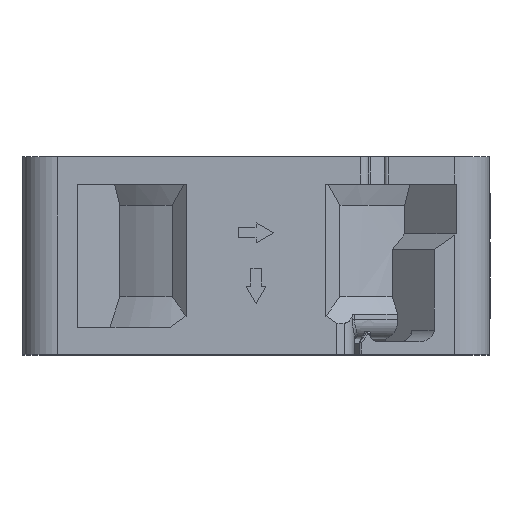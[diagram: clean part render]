
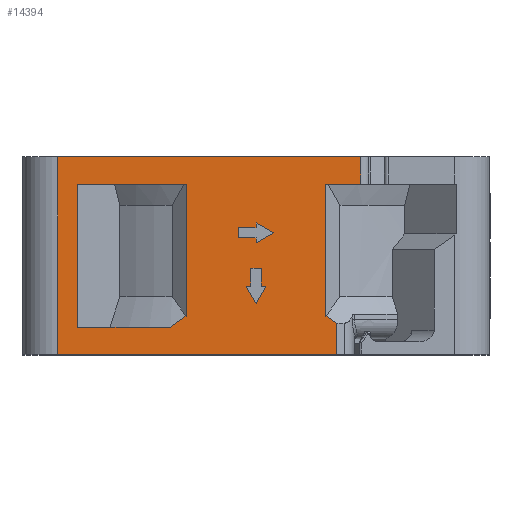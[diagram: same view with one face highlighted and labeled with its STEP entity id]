
A CAD part, top view. The second image highlights one B-rep face of the part: STEP entity #14394.
In plain terms, the highlighted planar face has unit normal (0, 0, 1).
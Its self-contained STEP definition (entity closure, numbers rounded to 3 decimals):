
#1320=DIRECTION('',(0.,1.,0.));
#1321=VECTOR('',#1320,18.4);
#1322=CARTESIAN_POINT('',(-22.929,3.5,30.));
#1323=LINE('',#1322,#1321);
#1324=DIRECTION('',(-1.,0.,0.));
#1325=VECTOR('',#1324,11.914);
#1326=CARTESIAN_POINT('',(-11.015,3.5,30.));
#1327=LINE('',#1326,#1325);
#1328=CARTESIAN_POINT('',(-9.,4.914,30.));
#1329=CARTESIAN_POINT('',(-9.231,4.767,30.));
#1330=CARTESIAN_POINT('',(-9.687,4.465,30.));
#1331=CARTESIAN_POINT('',(-10.359,3.994,30.));
#1332=CARTESIAN_POINT('',(-10.797,3.666,30.));
#1333=CARTESIAN_POINT('',(-11.015,3.5,30.));
#1335=DIRECTION('',(0.,-1.,0.));
#1336=VECTOR('',#1335,16.986);
#1337=CARTESIAN_POINT('',(-9.,21.9,30.));
#1338=LINE('',#1337,#1336);
#1339=DIRECTION('',(1.,0.,0.));
#1340=VECTOR('',#1339,13.929);
#1341=CARTESIAN_POINT('',(-22.929,21.9,30.));
#1342=LINE('',#1341,#1340);
#1343=DIRECTION('',(0.,1.,0.));
#1344=VECTOR('',#1343,1.296);
#1345=CARTESIAN_POINT('',(-2.266,14.978,30.));
#1346=LINE('',#1345,#1344);
#1347=DIRECTION('',(-1.,0.,0.));
#1348=VECTOR('',#1347,2.266);
#1349=CARTESIAN_POINT('',(0.,14.978,30.));
#1350=LINE('',#1349,#1348);
#1351=DIRECTION('',(0.,1.,0.));
#1352=VECTOR('',#1351,0.631);
#1353=CARTESIAN_POINT('',(0.,14.347,30.));
#1354=LINE('',#1353,#1352);
#1355=DIRECTION('',(-0.866,-0.5,0.));
#1356=VECTOR('',#1355,2.557);
#1357=CARTESIAN_POINT('',(2.215,15.626,30.));
#1358=LINE('',#1357,#1356);
#1359=DIRECTION('',(0.866,-0.5,0.));
#1360=VECTOR('',#1359,2.558);
#1361=CARTESIAN_POINT('',(0.,16.905,30.));
#1362=LINE('',#1361,#1360);
#1363=DIRECTION('',(0.,1.,0.));
#1364=VECTOR('',#1363,0.631);
#1365=CARTESIAN_POINT('',(0.,16.274,30.));
#1366=LINE('',#1365,#1364);
#1367=DIRECTION('',(1.,0.,0.));
#1368=VECTOR('',#1367,2.266);
#1369=CARTESIAN_POINT('',(-2.266,16.274,30.));
#1370=LINE('',#1369,#1368);
#1371=DIRECTION('',(1.,0.,0.));
#1372=VECTOR('',#1371,0.631);
#1373=CARTESIAN_POINT('',(0.65,8.774,30.));
#1374=LINE('',#1373,#1372);
#1375=DIRECTION('',(0.,-1.,0.));
#1376=VECTOR('',#1375,2.266);
#1377=CARTESIAN_POINT('',(0.65,11.04,30.));
#1378=LINE('',#1377,#1376);
#1379=DIRECTION('',(1.,0.,0.));
#1380=VECTOR('',#1379,1.296);
#1381=CARTESIAN_POINT('',(-0.646,11.04,30.));
#1382=LINE('',#1381,#1380);
#1383=DIRECTION('',(0.,1.,0.));
#1384=VECTOR('',#1383,2.266);
#1385=CARTESIAN_POINT('',(-0.646,8.774,30.));
#1386=LINE('',#1385,#1384);
#1387=DIRECTION('',(1.,0.,0.));
#1388=VECTOR('',#1387,0.631);
#1389=CARTESIAN_POINT('',(-1.277,8.774,30.));
#1390=LINE('',#1389,#1388);
#1391=DIRECTION('',(-0.5,0.866,0.));
#1392=VECTOR('',#1391,2.557);
#1393=CARTESIAN_POINT('',(0.002,6.559,30.));
#1394=LINE('',#1393,#1392);
#1395=DIRECTION('',(-0.5,-0.866,0.));
#1396=VECTOR('',#1395,2.558);
#1397=CARTESIAN_POINT('',(1.281,8.774,30.));
#1398=LINE('',#1397,#1396);
#1399=DIRECTION('',(1.,0.,0.));
#1400=VECTOR('',#1399,39.);
#1401=CARTESIAN_POINT('',(-25.5,25.4,30.));
#1402=LINE('',#1401,#1400);
#1403=DIRECTION('',(1.,0.,0.));
#1404=VECTOR('',#1403,4.5);
#1405=CARTESIAN_POINT('',(9.,21.9,30.));
#1406=LINE('',#1405,#1404);
#1407=DIRECTION('',(0.,1.,0.));
#1408=VECTOR('',#1407,16.986);
#1409=CARTESIAN_POINT('',(9.,4.914,30.));
#1410=LINE('',#1409,#1408);
#1411=CARTESIAN_POINT('',(10.343,4.,30.));
#1412=CARTESIAN_POINT('',(10.196,4.106,30.));
#1413=CARTESIAN_POINT('',(9.902,4.315,30.));
#1414=CARTESIAN_POINT('',(9.454,4.619,30.));
#1415=CARTESIAN_POINT('',(9.152,4.817,30.));
#1416=CARTESIAN_POINT('',(9.,4.914,30.));
#1418=DIRECTION('',(1.,0.,0.));
#1419=VECTOR('',#1418,35.843);
#1420=CARTESIAN_POINT('',(-25.5,0.,30.));
#1421=LINE('',#1420,#1419);
#1602=DIRECTION('',(0.,-1.,0.));
#1603=VECTOR('',#1602,3.5);
#1604=CARTESIAN_POINT('',(13.5,25.4,30.));
#1605=LINE('',#1604,#1603);
#8535=DIRECTION('',(0.,1.,0.));
#8536=VECTOR('',#8535,25.4);
#8537=CARTESIAN_POINT('',(-25.5,0.,30.));
#8538=LINE('',#8537,#8536);
#8792=DIRECTION('',(0.,-1.,0.));
#8793=VECTOR('',#8792,4.);
#8794=CARTESIAN_POINT('',(10.343,4.,30.));
#8795=LINE('',#8794,#8793);
#10173=CARTESIAN_POINT('',(9.,21.9,30.));
#10175=VERTEX_POINT('',#10173);
#10177=CARTESIAN_POINT('',(-25.5,0.,30.));
#10178=CARTESIAN_POINT('',(-25.5,25.4,30.));
#10179=VERTEX_POINT('',#10177);
#10180=VERTEX_POINT('',#10178);
#10333=CARTESIAN_POINT('',(1.281,8.774,30.));
#10334=CARTESIAN_POINT('',(0.002,6.559,30.));
#10335=VERTEX_POINT('',#10333);
#10336=VERTEX_POINT('',#10334);
#10367=CARTESIAN_POINT('',(13.5,25.4,30.));
#10369=VERTEX_POINT('',#10367);
#10441=CARTESIAN_POINT('',(-2.266,14.978,30.));
#10442=CARTESIAN_POINT('',(-2.266,16.274,30.));
#10443=VERTEX_POINT('',#10441);
#10444=VERTEX_POINT('',#10442);
#10799=CARTESIAN_POINT('',(0.,14.347,30.));
#10800=CARTESIAN_POINT('',(0.,14.978,30.));
#10801=VERTEX_POINT('',#10799);
#10802=VERTEX_POINT('',#10800);
#10856=CARTESIAN_POINT('',(-1.277,8.774,30.));
#10857=VERTEX_POINT('',#10856);
#10922=CARTESIAN_POINT('',(-0.646,8.774,30.));
#10923=CARTESIAN_POINT('',(-0.646,11.04,30.));
#10924=VERTEX_POINT('',#10922);
#10925=VERTEX_POINT('',#10923);
#11139=CARTESIAN_POINT('',(13.5,21.9,30.));
#11140=VERTEX_POINT('',#11139);
#11259=CARTESIAN_POINT('',(0.65,11.04,30.));
#11261=VERTEX_POINT('',#11259);
#11610=CARTESIAN_POINT('',(-9.,21.9,30.));
#11611=CARTESIAN_POINT('',(-9.,4.914,30.));
#11612=VERTEX_POINT('',#11610);
#11613=VERTEX_POINT('',#11611);
#11734=VERTEX_POINT('',#1411);
#11735=VERTEX_POINT('',#1416);
#11746=CARTESIAN_POINT('',(-11.015,3.5,
30.));
#11747=CARTESIAN_POINT('',(-22.929,3.5,30.));
#11748=VERTEX_POINT('',#11746);
#11749=VERTEX_POINT('',#11747);
#12117=CARTESIAN_POINT('',(2.215,15.626,30.));
#12118=VERTEX_POINT('',#12117);
#12446=CARTESIAN_POINT('',(10.343,0.,30.));
#12447=VERTEX_POINT('',#12446);
#12448=CARTESIAN_POINT('',(0.65,8.774,30.));
#12449=VERTEX_POINT('',#12448);
#12594=CARTESIAN_POINT('',(0.,16.905,30.));
#12595=VERTEX_POINT('',#12594);
#12650=CARTESIAN_POINT('',(0.,16.274,30.));
#12651=VERTEX_POINT('',#12650);
#12652=CARTESIAN_POINT('',(-22.929,21.9,30.));
#12653=VERTEX_POINT('',#12652);
#14329=CARTESIAN_POINT('',(30.,25.4,30.));
#14330=DIRECTION('',(0.,0.,-1.));
#14331=DIRECTION('',(-1.,0.,0.));
#14332=AXIS2_PLACEMENT_3D('',#14329,#14330,#14331);
#14333=PLANE('',#14332);
#14334=ORIENTED_EDGE('',*,*,#14088,.T.);
#14336=ORIENTED_EDGE('',*,*,#14335,.T.);
#14338=ORIENTED_EDGE('',*,*,#14337,.F.);
#14340=ORIENTED_EDGE('',*,*,#14339,.F.);
#14342=ORIENTED_EDGE('',*,*,#14341,.F.);
#14344=ORIENTED_EDGE('',*,*,#14343,.T.);
#14345=ORIENTED_EDGE('',*,*,#13251,.F.);
#14347=ORIENTED_EDGE('',*,*,#14346,.T.);
#14348=EDGE_LOOP('',(#14334,#14336,#14338,#14340,#14342,#14344,#14345,#14347));
#14349=FACE_OUTER_BOUND('',#14348,.F.);
#14351=ORIENTED_EDGE('',*,*,#14350,.F.);
#14353=ORIENTED_EDGE('',*,*,#14352,.F.);
#14355=ORIENTED_EDGE('',*,*,#14354,.F.);
#14357=ORIENTED_EDGE('',*,*,#14356,.F.);
#14359=ORIENTED_EDGE('',*,*,#14358,.F.);
#14361=ORIENTED_EDGE('',*,*,#14360,.F.);
#14363=ORIENTED_EDGE('',*,*,#14362,.F.);
#14364=EDGE_LOOP('',(#14351,#14353,#14355,#14357,#14359,#14361,#14363));
#14365=FACE_BOUND('',#14364,.F.);
#14367=ORIENTED_EDGE('',*,*,#14366,.F.);
#14369=ORIENTED_EDGE('',*,*,#14368,.F.);
#14371=ORIENTED_EDGE('',*,*,#14370,.F.);
#14373=ORIENTED_EDGE('',*,*,#14372,.F.);
#14375=ORIENTED_EDGE('',*,*,#14374,.F.);
#14377=ORIENTED_EDGE('',*,*,#14376,.F.);
#14379=ORIENTED_EDGE('',*,*,#14378,.F.);
#14380=EDGE_LOOP('',(#14367,#14369,#14371,#14373,#14375,#14377,#14379));
#14381=FACE_BOUND('',#14380,.F.);
#14383=ORIENTED_EDGE('',*,*,#14382,.F.);
#14385=ORIENTED_EDGE('',*,*,#14384,.F.);
#14387=ORIENTED_EDGE('',*,*,#14386,.F.);
#14389=ORIENTED_EDGE('',*,*,#14388,.F.);
#14391=ORIENTED_EDGE('',*,*,#14390,.F.);
#14392=EDGE_LOOP('',(#14383,#14385,#14387,#14389,#14391));
#14393=FACE_BOUND('',#14392,.F.);
#14394=ADVANCED_FACE('',(#14349,#14365,#14381,#14393),#14333,.F.);
#1334=B_SPLINE_CURVE_WITH_KNOTS('',3,(#1328,#1329,#1330,#1331,#1332,#1333),
.UNSPECIFIED.,.F.,.F.,(4,1,1,4),(0.,0.333,0.667,1.),
.UNSPECIFIED.);
#1417=B_SPLINE_CURVE_WITH_KNOTS('',3,(#1411,#1412,#1413,#1414,#1415,#1416),
.UNSPECIFIED.,.F.,.F.,(4,1,1,4),(0.,0.333,0.667,1.),
.UNSPECIFIED.);
#13251=EDGE_CURVE('',#10179,#12447,#1421,.T.);
#14088=EDGE_CURVE('',#10180,#10369,#1402,.T.);
#14335=EDGE_CURVE('',#10369,#11140,#1605,.T.);
#14337=EDGE_CURVE('',#10175,#11140,#1406,.T.);
#14339=EDGE_CURVE('',#11735,#10175,#1410,.T.);
#14341=EDGE_CURVE('',#11734,#11735,#1417,.T.);
#14343=EDGE_CURVE('',#11734,#12447,#8795,.T.);
#14346=EDGE_CURVE('',#10179,#10180,#8538,.T.);
#14350=EDGE_CURVE('',#10443,#10444,#1346,.T.);
#14352=EDGE_CURVE('',#10802,#10443,#1350,.T.);
#14354=EDGE_CURVE('',#10801,#10802,#1354,.T.);
#14356=EDGE_CURVE('',#12118,#10801,#1358,.T.);
#14358=EDGE_CURVE('',#12595,#12118,#1362,.T.);
#14360=EDGE_CURVE('',#12651,#12595,#1366,.T.);
#14362=EDGE_CURVE('',#10444,#12651,#1370,.T.);
#14366=EDGE_CURVE('',#12449,#10335,#1374,.T.);
#14368=EDGE_CURVE('',#11261,#12449,#1378,.T.);
#14370=EDGE_CURVE('',#10925,#11261,#1382,.T.);
#14372=EDGE_CURVE('',#10924,#10925,#1386,.T.);
#14374=EDGE_CURVE('',#10857,#10924,#1390,.T.);
#14376=EDGE_CURVE('',#10336,#10857,#1394,.T.);
#14378=EDGE_CURVE('',#10335,#10336,#1398,.T.);
#14382=EDGE_CURVE('',#11749,#12653,#1323,.T.);
#14384=EDGE_CURVE('',#11748,#11749,#1327,.T.);
#14386=EDGE_CURVE('',#11613,#11748,#1334,.T.);
#14388=EDGE_CURVE('',#11612,#11613,#1338,.T.);
#14390=EDGE_CURVE('',#12653,#11612,#1342,.T.);
